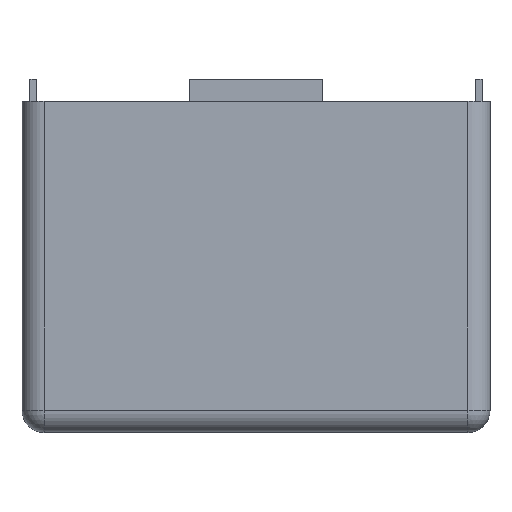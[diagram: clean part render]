
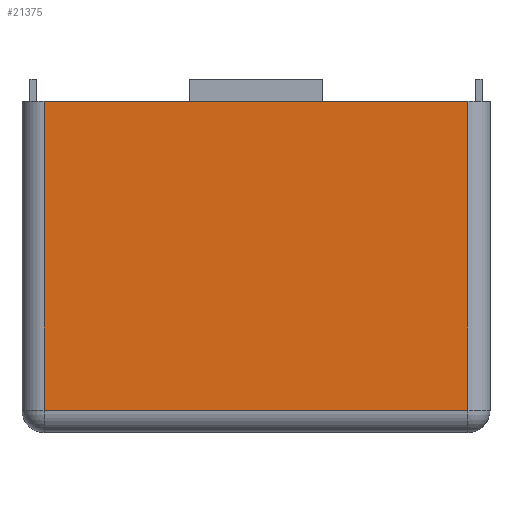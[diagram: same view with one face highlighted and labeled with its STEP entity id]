
A CAD part, top view. The second image highlights one B-rep face of the part: STEP entity #21375.
In plain terms, the highlighted planar face has unit normal (0, 0, 1).
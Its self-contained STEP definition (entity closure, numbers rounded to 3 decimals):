
#1832=FACE_OUTER_BOUND('',#3168,.T.);
#3168=EDGE_LOOP('',(#16456,#16457,#16458,#16459));
#4311=LINE('',#31251,#6569);
#5425=LINE('',#35463,#7683);
#5426=LINE('',#35465,#7684);
#5427=LINE('',#35466,#7685);
#6569=VECTOR('',#24695,95.);
#7683=VECTOR('',#27871,69.26);
#7684=VECTOR('',#27872,95.);
#7685=VECTOR('',#27873,69.26);
#8814=VERTEX_POINT('',#31248);
#8815=VERTEX_POINT('',#31250);
#10882=VERTEX_POINT('',#35462);
#10883=VERTEX_POINT('',#35464);
#10994=EDGE_CURVE('',#8814,#8815,#4311,.T.);
#13119=EDGE_CURVE('',#8814,#10882,#5425,.T.);
#13120=EDGE_CURVE('',#10882,#10883,#5426,.T.);
#13121=EDGE_CURVE('',#10883,#8815,#5427,.T.);
#16456=ORIENTED_EDGE('',*,*,#10994,.F.);
#16457=ORIENTED_EDGE('',*,*,#13119,.T.);
#16458=ORIENTED_EDGE('',*,*,#13120,.T.);
#16459=ORIENTED_EDGE('',*,*,#13121,.T.);
#20791=PLANE('',#23500);
#21375=ADVANCED_FACE('',(#1832),#20791,.T.);
#23500=AXIS2_PLACEMENT_3D('',#35461,#27869,#27870);
#24695=DIRECTION('',(1.,0.,0.));
#27869=DIRECTION('center_axis',(0.,0.,1.));
#27870=DIRECTION('ref_axis',(0.,-1.,0.));
#27871=DIRECTION('',(0.,-1.,0.));
#27872=DIRECTION('',(1.,0.,0.));
#27873=DIRECTION('',(0.,1.,0.));
#31248=CARTESIAN_POINT('',(-47.5,34.63,40.));
#31250=CARTESIAN_POINT('',(47.5,34.63,40.));
#31251=CARTESIAN_POINT('',(-47.5,34.63,40.));
#35461=CARTESIAN_POINT('Origin',(47.5,-34.63,40.));
#35462=CARTESIAN_POINT('',(-47.5,-34.63,40.));
#35463=CARTESIAN_POINT('',(-47.5,34.63,40.));
#35464=CARTESIAN_POINT('',(47.5,-34.63,40.));
#35465=CARTESIAN_POINT('',(-47.5,-34.63,40.));
#35466=CARTESIAN_POINT('',(47.5,-34.63,40.));
